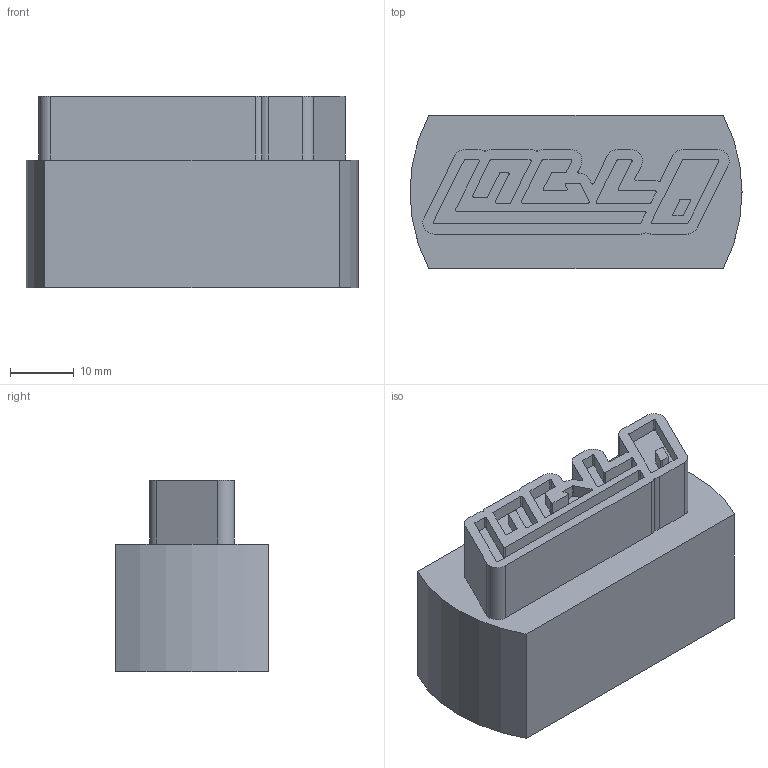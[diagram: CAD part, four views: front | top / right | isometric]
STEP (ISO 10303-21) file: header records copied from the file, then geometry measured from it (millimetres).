
FILE_DESCRIPTION(/* description */ ('50mm'),/* implementation_level */ '2;1');
FILE_NAME(/* name */ 'Laglo - 5cm.stp',/* time_stamp */ '2018-01-09T08:20:14+01:00',/* author */ ('MJACQUEMIN'),/* organization */ (''),/* preprocessor_version */ 'ST-DEVELOPER v15.6',/* originating_system */ 'Autodesk Inventor 2015',/* authorisation */ '');
FILE_SCHEMA (('AUTOMOTIVE_DESIGN { 1 0 10303 214 3 1 1 }'));
Length unit declared in the file: millimetre
Products named in the file (1): Laglo - 5cm
Bounding box: 52 x 24 x 30 mm (x, y, z)
Volume: 28794.9 mm3; surface area: 7121.8 mm2
Topology: 1 solids, 1 shells, 129 faces, 357 edges, 238 vertices
Faces by surface type: plane 66, cylinder 63
Full cylindrical faces by diameter (mm): 3.242 x1
Entity records: 4185 total; most frequent: DIRECTION 742, CARTESIAN_POINT 724, ORIENTED_EDGE 712, EDGE_CURVE 356, AXIS2_PLACEMENT_3D 256, VERTEX_POINT 238, LINE 230, VECTOR 230
